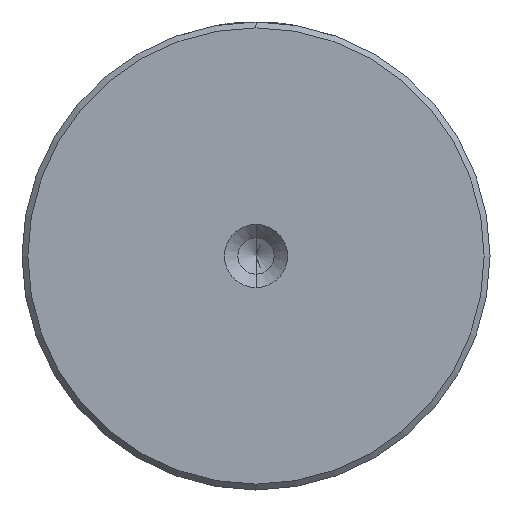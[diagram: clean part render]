
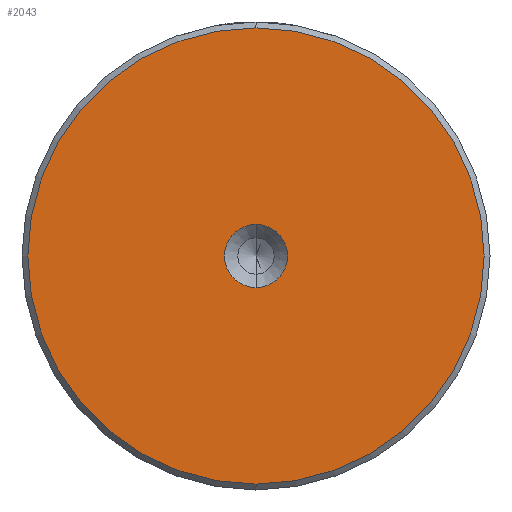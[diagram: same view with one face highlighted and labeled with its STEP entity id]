
A CAD part, left-side view. The second image highlights one B-rep face of the part: STEP entity #2043.
In plain terms, the highlighted planar face has unit normal (-1, 0, 0).
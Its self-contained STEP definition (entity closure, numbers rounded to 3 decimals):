
#64 = EDGE_LOOP ( 'NONE', ( #178, #2203 ) ) ;
#124 = EDGE_LOOP ( 'NONE', ( #1680, #1599 ) ) ;
#154 = DIRECTION ( 'NONE',  ( -1., 0., 0. ) ) ;
#178 = ORIENTED_EDGE ( 'NONE', *, *, #2386, .F. ) ;
#241 = AXIS2_PLACEMENT_3D ( 'NONE', #685, #1993, #866 ) ;
#273 = CIRCLE ( 'NONE', #1124, 2.7 ) ;
#282 = DIRECTION ( 'NONE',  ( -1., 0., 0. ) ) ;
#302 = CIRCLE ( 'NONE', #2009, 19.5 ) ;
#362 = VERTEX_POINT ( 'NONE', #517 ) ;
#434 = FACE_BOUND ( 'NONE', #64, .T. ) ;
#517 = CARTESIAN_POINT ( 'NONE',  ( 0., 0., -19.5 ) ) ;
#672 = CIRCLE ( 'NONE', #241, 2.7 ) ;
#685 = CARTESIAN_POINT ( 'NONE',  ( 0., 0., 0. ) ) ;
#786 = AXIS2_PLACEMENT_3D ( 'NONE', #2072, #1692, #1136 ) ;
#866 = DIRECTION ( 'NONE',  ( 0., 0., 1. ) ) ;
#928 = EDGE_CURVE ( 'NONE', #362, #1297, #2134, .T. ) ;
#938 = DIRECTION ( 'NONE',  ( -1., 0., 0. ) ) ;
#1124 = AXIS2_PLACEMENT_3D ( 'NONE', #1403, #282, #1592 ) ;
#1136 = DIRECTION ( 'NONE',  ( 0., 0., 1. ) ) ;
#1181 = VERTEX_POINT ( 'NONE', #1759 ) ;
#1228 = CARTESIAN_POINT ( 'NONE',  ( 0., 0., -2.7 ) ) ;
#1296 = CARTESIAN_POINT ( 'NONE',  ( 0., 0., 0. ) ) ;
#1297 = VERTEX_POINT ( 'NONE', #1794 ) ;
#1310 = EDGE_CURVE ( 'NONE', #1766, #1181, #672, .T. ) ;
#1403 = CARTESIAN_POINT ( 'NONE',  ( 0., 0., 0. ) ) ;
#1421 = FACE_OUTER_BOUND ( 'NONE', #124, .T. ) ;
#1483 = DIRECTION ( 'NONE',  ( 0., 0., 1. ) ) ;
#1485 = EDGE_CURVE ( 'NONE', #1297, #362, #302, .T. ) ;
#1592 = DIRECTION ( 'NONE',  ( 0., 0., 1. ) ) ;
#1599 = ORIENTED_EDGE ( 'NONE', *, *, #1485, .T. ) ;
#1680 = ORIENTED_EDGE ( 'NONE', *, *, #928, .T. ) ;
#1692 = DIRECTION ( 'NONE',  ( -1., 0., 0. ) ) ;
#1759 = CARTESIAN_POINT ( 'NONE',  ( 0., 0., 2.7 ) ) ;
#1766 = VERTEX_POINT ( 'NONE', #1228 ) ;
#1794 = CARTESIAN_POINT ( 'NONE',  ( 0., 0., 19.5 ) ) ;
#1830 = AXIS2_PLACEMENT_3D ( 'NONE', #1296, #154, #1483 ) ;
#1885 = PLANE ( 'NONE',  #786 ) ;
#1993 = DIRECTION ( 'NONE',  ( -1., 0., 0. ) ) ;
#2009 = AXIS2_PLACEMENT_3D ( 'NONE', #2049, #938, #2238 ) ;
#2043 = ADVANCED_FACE ( 'NONE', ( #1421, #434 ), #1885, .T. ) ;
#2049 = CARTESIAN_POINT ( 'NONE',  ( 0., 0., 0. ) ) ;
#2072 = CARTESIAN_POINT ( 'NONE',  ( 0., 0., 0. ) ) ;
#2134 = CIRCLE ( 'NONE', #1830, 19.5 ) ;
#2203 = ORIENTED_EDGE ( 'NONE', *, *, #1310, .F. ) ;
#2238 = DIRECTION ( 'NONE',  ( 0., 0., 1. ) ) ;
#2386 = EDGE_CURVE ( 'NONE', #1181, #1766, #273, .T. ) ;
